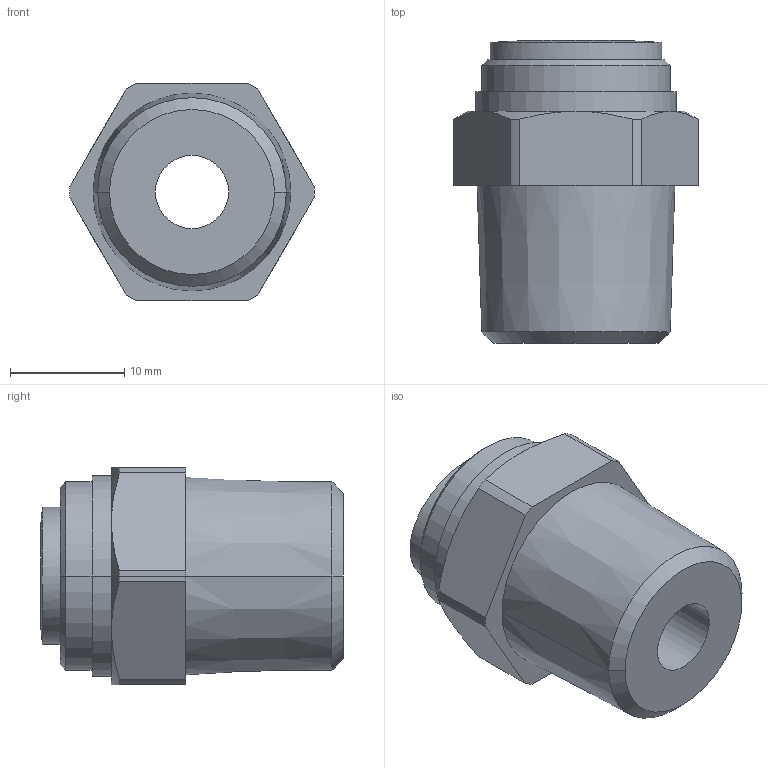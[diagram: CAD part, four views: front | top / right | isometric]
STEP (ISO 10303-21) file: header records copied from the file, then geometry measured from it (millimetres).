
FILE_DESCRIPTION (( 'STEP AP214' ), '1' );
FILE_NAME ('MS516-38N-P.step', '2017-08-29T20:50:30', ( '' ), ( '' ), 'SwSTEP 2.0', 'SolidWorks 2017', '' );
FILE_SCHEMA (( 'AUTOMOTIVE_DESIGN' ));
Length unit declared in the file: inch
Products named in the file (1): MS516-38N-P
Bounding box: 21.4 x 26.5 x 19 mm (x, y, z)
Volume: 5148.6 mm3; surface area: 2551.5 mm2
Topology: 1 solids, 1 shells, 46 faces, 109 edges, 69 vertices
Faces by surface type: cylinder 15, cone 13, plane 12, bspline 6
Entity records: 2175 total; most frequent: CARTESIAN_POINT 1095, ORIENTED_EDGE 218, DIRECTION 216, EDGE_CURVE 109, AXIS2_PLACEMENT_3D 91, VERTEX_POINT 69, EDGE_LOOP 52, CIRCLE 50
